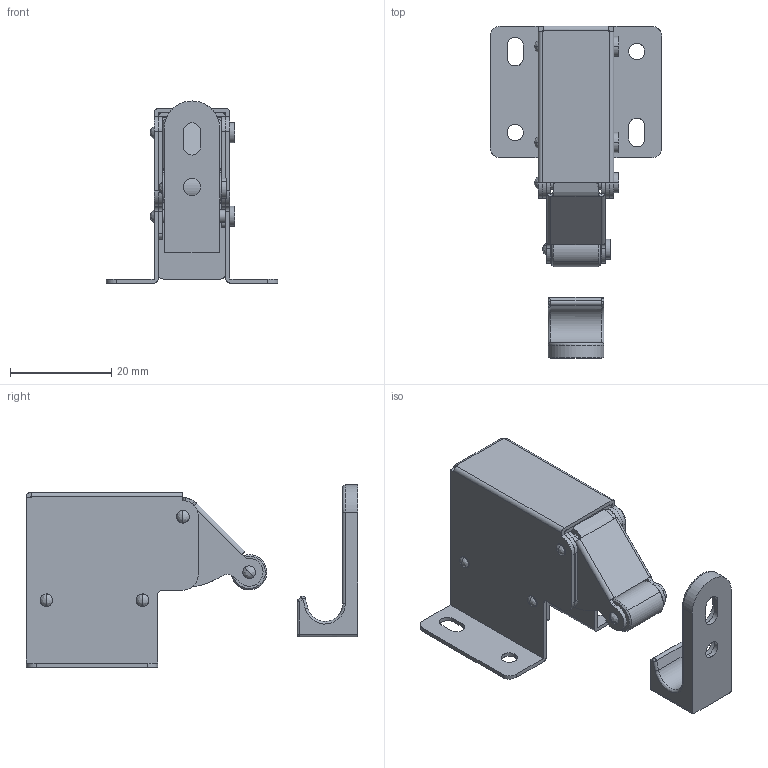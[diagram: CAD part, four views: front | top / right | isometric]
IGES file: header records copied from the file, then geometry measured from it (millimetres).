
Start section: ------------------------------------------------------------------------
Global section: file name: PC004.10464.TL_520_10210.igs; native system: spGate; preprocessor: ver18.9.1 (****-****-****-****); author: Unknown; organization: Unknown; date: 220701.093902; units: millimetre
Bounding box: 34 x 65.58 x 36 mm (x, y, z)
Volume: 6047.1 mm3; surface area: 13256.5 mm2
Topology: 5 solids, 5 shells, 284 faces, 734 edges, 464 vertices
Faces by surface type: bspline 284
